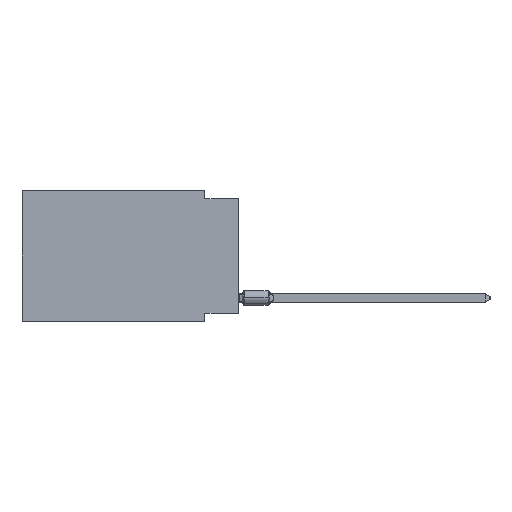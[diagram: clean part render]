
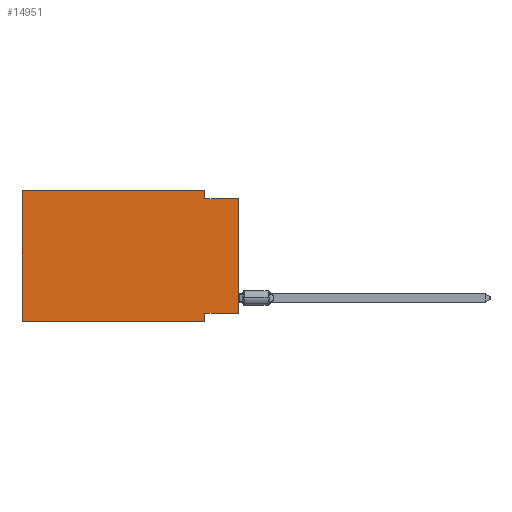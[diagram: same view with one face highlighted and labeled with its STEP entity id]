
A CAD part, left-side view. The second image highlights one B-rep face of the part: STEP entity #14951.
In plain terms, the highlighted planar face has unit normal (-1, 0, 0).
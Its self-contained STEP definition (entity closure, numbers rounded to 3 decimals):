
#15 = DIRECTION ( 'NONE',  ( 0., 1., 0. ) ) ;
#292 = VECTOR ( 'NONE', #60661, 1000. ) ;
#3665 = VECTOR ( 'NONE', #52754, 1000. ) ;
#4259 = LINE ( 'NONE', #4643, #35675 ) ;
#4643 = CARTESIAN_POINT ( 'NONE',  ( 0., 0., -0.635 ) ) ;
#5411 = ORIENTED_EDGE ( 'NONE', *, *, #50054, .F. ) ;
#5519 = CARTESIAN_POINT ( 'NONE',  ( 0., 2.54, -9.906 ) ) ;
#5725 = FACE_OUTER_BOUND ( 'NONE', #47027, .T. ) ;
#5929 = CARTESIAN_POINT ( 'NONE',  ( 0., 2.54, 0. ) ) ;
#6533 = ORIENTED_EDGE ( 'NONE', *, *, #20143, .F. ) ;
#9845 = VECTOR ( 'NONE', #15127, 1000. ) ;
#10669 = CARTESIAN_POINT ( 'NONE',  ( 0., 2.54, -9.906 ) ) ;
#11033 = VERTEX_POINT ( 'NONE', #47374 ) ;
#12233 = CARTESIAN_POINT ( 'NONE',  ( 0., 16.383, 0. ) ) ;
#14336 = LINE ( 'NONE', #38556, #9845 ) ;
#14951 = ADVANCED_FACE ( 'NONE', ( #5725 ), #76455, .F. ) ;
#15127 = DIRECTION ( 'NONE',  ( 0., 0., 1. ) ) ;
#15246 = VERTEX_POINT ( 'NONE', #56912 ) ;
#15843 = CARTESIAN_POINT ( 'NONE',  ( 0., 16.383, -9.906 ) ) ;
#17339 = DIRECTION ( 'NONE',  ( 0., -1., 0. ) ) ;
#17396 = LINE ( 'NONE', #10669, #43373 ) ;
#17880 = LINE ( 'NONE', #37704, #50239 ) ;
#19973 = VECTOR ( 'NONE', #72851, 1000. ) ;
#20143 = EDGE_CURVE ( 'NONE', #75718, #74081, #17396, .T. ) ;
#20252 = EDGE_CURVE ( 'NONE', #11033, #15246, #71433, .T. ) ;
#22037 = DIRECTION ( 'NONE',  ( 1., 0., 0. ) ) ;
#22949 = VERTEX_POINT ( 'NONE', #57674 ) ;
#23205 = DIRECTION ( 'NONE',  ( 0., 0., -1. ) ) ;
#34843 = EDGE_CURVE ( 'NONE', #63544, #22949, #4259, .T. ) ;
#35675 = VECTOR ( 'NONE', #17339, 1000. ) ;
#37704 = CARTESIAN_POINT ( 'NONE',  ( 0., 0., -9.271 ) ) ;
#38556 = CARTESIAN_POINT ( 'NONE',  ( 0., 0., 0. ) ) ;
#41129 = VECTOR ( 'NONE', #59151, 1000. ) ;
#42430 = CARTESIAN_POINT ( 'NONE',  ( 0., 2.54, -0.635 ) ) ;
#43373 = VECTOR ( 'NONE', #47582, 1000. ) ;
#44524 = VERTEX_POINT ( 'NONE', #68777 ) ;
#45831 = VERTEX_POINT ( 'NONE', #5929 ) ;
#47027 = EDGE_LOOP ( 'NONE', ( #59413, #52779, #74888, #73576, #70686, #78011, #6533, #5411 ) ) ;
#47374 = CARTESIAN_POINT ( 'NONE',  ( 0., 16.383, -9.906 ) ) ;
#47582 = DIRECTION ( 'NONE',  ( 0., 0., -1. ) ) ;
#50054 = EDGE_CURVE ( 'NONE', #44524, #75718, #17880, .T. ) ;
#50239 = VECTOR ( 'NONE', #15, 1000. ) ;
#51622 = CARTESIAN_POINT ( 'NONE',  ( 0., 2.54, 0. ) ) ;
#52754 = DIRECTION ( 'NONE',  ( 0., -1., 0. ) ) ;
#52779 = ORIENTED_EDGE ( 'NONE', *, *, #34843, .F. ) ;
#56912 = CARTESIAN_POINT ( 'NONE',  ( 0., 16.383, 0. ) ) ;
#57588 = LINE ( 'NONE', #51622, #41129 ) ;
#57674 = CARTESIAN_POINT ( 'NONE',  ( 0., 0., -0.635 ) ) ;
#59151 = DIRECTION ( 'NONE',  ( 0., 0., -1. ) ) ;
#59154 = EDGE_CURVE ( 'NONE', #15246, #45831, #60154, .T. ) ;
#59413 = ORIENTED_EDGE ( 'NONE', *, *, #71636, .T. ) ;
#60154 = LINE ( 'NONE', #65744, #19973 ) ;
#60661 = DIRECTION ( 'NONE',  ( 0., 0., 1. ) ) ;
#60958 = EDGE_CURVE ( 'NONE', #11033, #74081, #65077, .T. ) ;
#63544 = VERTEX_POINT ( 'NONE', #42430 ) ;
#65077 = LINE ( 'NONE', #15843, #3665 ) ;
#65744 = CARTESIAN_POINT ( 'NONE',  ( 0., 16.383, 0. ) ) ;
#68777 = CARTESIAN_POINT ( 'NONE',  ( 0., 0., -9.271 ) ) ;
#68939 = EDGE_CURVE ( 'NONE', #45831, #63544, #57588, .T. ) ;
#70005 = AXIS2_PLACEMENT_3D ( 'NONE', #77622, #22037, #23205 ) ;
#70686 = ORIENTED_EDGE ( 'NONE', *, *, #20252, .F. ) ;
#71433 = LINE ( 'NONE', #12233, #292 ) ;
#71636 = EDGE_CURVE ( 'NONE', #44524, #22949, #14336, .T. ) ;
#72851 = DIRECTION ( 'NONE',  ( 0., -1., 0. ) ) ;
#73576 = ORIENTED_EDGE ( 'NONE', *, *, #59154, .F. ) ;
#73673 = CARTESIAN_POINT ( 'NONE',  ( 0., 2.54, -9.271 ) ) ;
#74081 = VERTEX_POINT ( 'NONE', #5519 ) ;
#74888 = ORIENTED_EDGE ( 'NONE', *, *, #68939, .F. ) ;
#75718 = VERTEX_POINT ( 'NONE', #73673 ) ;
#76455 = PLANE ( 'NONE',  #70005 ) ;
#77622 = CARTESIAN_POINT ( 'NONE',  ( 0., 16.383, 0. ) ) ;
#78011 = ORIENTED_EDGE ( 'NONE', *, *, #60958, .T. ) ;
